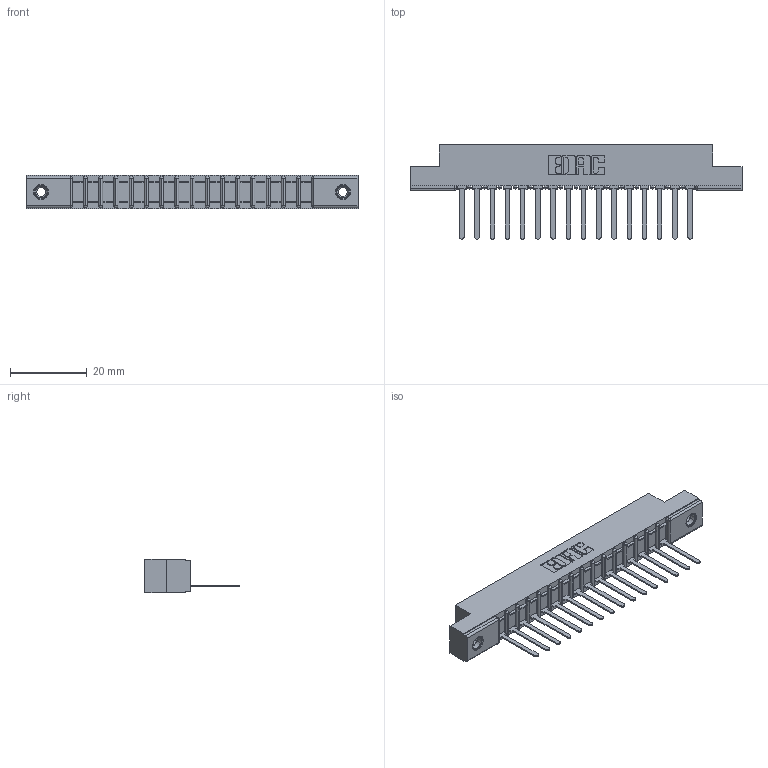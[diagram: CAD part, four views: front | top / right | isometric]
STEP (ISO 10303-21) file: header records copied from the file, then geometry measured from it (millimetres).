
FILE_DESCRIPTION (( 'STEP AP203' ), '1' );
FILE_NAME ('357-016-541-108.STEP', '2018-08-08T02:18:51', ( '' ), ( '' ), 'SwSTEP 2.0', 'SolidWorks 2016', '' );
FILE_SCHEMA (( 'CONFIG_CONTROL_DESIGN' ));
Length unit declared in the file: inch
Products named in the file (4): 307 Part_.156 Dia Mounting Holes; 307-290-002_541; 345-250-001_345-250-003-102; 357-016-541-108
Assembly tree (19 placements, depth 2):
  357-016-541-108
    307 Part_.156 Dia Mounting Holes
    307-290-002_541  x16
    345-250-001_345-250-003-102  x2
Bounding box: 86.41 x 24.59 x 8.71 mm (x, y, z)
Volume: 5740.2 mm3; surface area: 10398.2 mm2
Topology: 19 solids, 19 shells, 1379 faces, 4171 edges, 2726 vertices
Faces by surface type: plane 822, cylinder 507, sphere 34, cone 12, torus 4
Entity records: 18825 total; most frequent: CARTESIAN_POINT 3151, ORIENTED_EDGE 3134, DIRECTION 3083, EDGE_CURVE 1567, LINE 1187, VECTOR 1187, VERTEX_POINT 1016, AXIS2_PLACEMENT_3D 948
